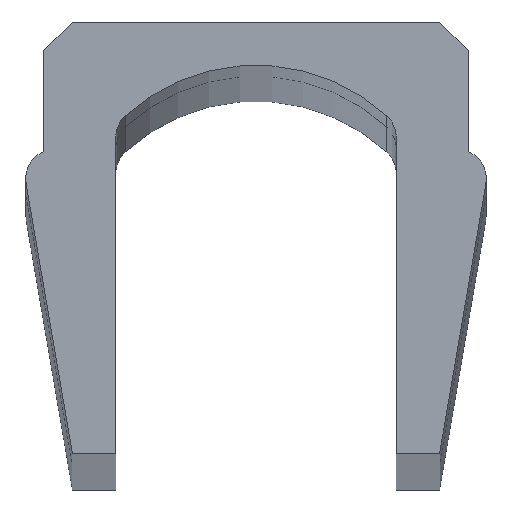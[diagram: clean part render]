
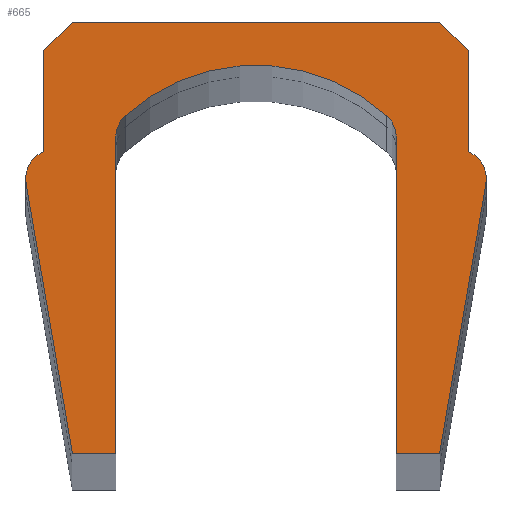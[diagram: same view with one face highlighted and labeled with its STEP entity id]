
A CAD part, top view. The second image highlights one B-rep face of the part: STEP entity #665.
In plain terms, the highlighted planar face has unit normal (0, 0, 1).
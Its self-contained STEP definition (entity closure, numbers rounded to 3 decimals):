
#18=CIRCLE('',#705,0.4);
#20=CIRCLE('',#708,2.702);
#22=CIRCLE('',#711,0.4);
#24=CIRCLE('',#717,0.4);
#26=CIRCLE('',#725,0.4);
#63=FACE_OUTER_BOUND('',#99,.T.);
#99=EDGE_LOOP('',(#495,#496,#497,#498,#499,#500,#501,#502,#503,#504,#505,
#506,#507,#508,#509,#510));
#121=LINE('',#954,#197);
#124=LINE('',#960,#200);
#127=LINE('',#966,#203);
#133=LINE('',#990,#209);
#136=LINE('',#996,#212);
#139=LINE('',#1002,#215);
#143=LINE('',#1014,#219);
#146=LINE('',#1020,#222);
#149=LINE('',#1026,#225);
#152=LINE('',#1032,#228);
#155=LINE('',#1038,#231);
#197=VECTOR('',#762,10.);
#200=VECTOR('',#767,10.);
#203=VECTOR('',#772,10.);
#209=VECTOR('',#798,10.);
#212=VECTOR('',#803,10.);
#215=VECTOR('',#808,10.);
#219=VECTOR('',#820,10.);
#222=VECTOR('',#825,10.);
#225=VECTOR('',#830,10.);
#228=VECTOR('',#835,10.);
#231=VECTOR('',#840,10.);
#273=VERTEX_POINT('',#951);
#274=VERTEX_POINT('',#953);
#276=VERTEX_POINT('',#959);
#278=VERTEX_POINT('',#965);
#280=VERTEX_POINT('',#971);
#282=VERTEX_POINT('',#977);
#284=VERTEX_POINT('',#983);
#286=VERTEX_POINT('',#989);
#288=VERTEX_POINT('',#995);
#290=VERTEX_POINT('',#1001);
#292=VERTEX_POINT('',#1007);
#294=VERTEX_POINT('',#1013);
#296=VERTEX_POINT('',#1019);
#298=VERTEX_POINT('',#1025);
#300=VERTEX_POINT('',#1031);
#302=VERTEX_POINT('',#1037);
#337=EDGE_CURVE('',#274,#273,#121,.T.);
#340=EDGE_CURVE('',#276,#274,#124,.T.);
#343=EDGE_CURVE('',#278,#276,#127,.T.);
#346=EDGE_CURVE('',#280,#278,#18,.T.);
#349=EDGE_CURVE('',#282,#280,#20,.T.);
#352=EDGE_CURVE('',#284,#282,#22,.T.);
#355=EDGE_CURVE('',#286,#284,#133,.T.);
#358=EDGE_CURVE('',#288,#286,#136,.T.);
#361=EDGE_CURVE('',#290,#288,#139,.T.);
#364=EDGE_CURVE('',#292,#290,#24,.T.);
#367=EDGE_CURVE('',#294,#292,#143,.T.);
#370=EDGE_CURVE('',#296,#294,#146,.T.);
#373=EDGE_CURVE('',#298,#296,#149,.T.);
#376=EDGE_CURVE('',#300,#298,#152,.T.);
#379=EDGE_CURVE('',#302,#300,#155,.T.);
#382=EDGE_CURVE('',#273,#302,#26,.T.);
#495=ORIENTED_EDGE('',*,*,#382,.T.);
#496=ORIENTED_EDGE('',*,*,#379,.T.);
#497=ORIENTED_EDGE('',*,*,#376,.T.);
#498=ORIENTED_EDGE('',*,*,#373,.T.);
#499=ORIENTED_EDGE('',*,*,#370,.T.);
#500=ORIENTED_EDGE('',*,*,#367,.T.);
#501=ORIENTED_EDGE('',*,*,#364,.T.);
#502=ORIENTED_EDGE('',*,*,#361,.T.);
#503=ORIENTED_EDGE('',*,*,#358,.T.);
#504=ORIENTED_EDGE('',*,*,#355,.T.);
#505=ORIENTED_EDGE('',*,*,#352,.T.);
#506=ORIENTED_EDGE('',*,*,#349,.T.);
#507=ORIENTED_EDGE('',*,*,#346,.T.);
#508=ORIENTED_EDGE('',*,*,#343,.T.);
#509=ORIENTED_EDGE('',*,*,#340,.T.);
#510=ORIENTED_EDGE('',*,*,#337,.T.);
#634=PLANE('',#726);
#665=ADVANCED_FACE('',(#63),#634,.T.);
#705=AXIS2_PLACEMENT_3D('',#972,#778,#779);
#708=AXIS2_PLACEMENT_3D('',#978,#785,#786);
#711=AXIS2_PLACEMENT_3D('',#984,#792,#793);
#717=AXIS2_PLACEMENT_3D('',#1008,#814,#815);
#725=AXIS2_PLACEMENT_3D('',#1042,#846,#847);
#726=AXIS2_PLACEMENT_3D('',#1043,#848,#849);
#762=DIRECTION('',(0.169,0.986,0.));
#767=DIRECTION('',(1.,0.,0.));
#772=DIRECTION('',(0.,-1.,0.));
#778=DIRECTION('center_axis',(0.,0.,-1.));
#779=DIRECTION('ref_axis',(1.,0.,0.));
#785=DIRECTION('center_axis',(0.,0.,-1.));
#786=DIRECTION('ref_axis',(0.673,0.739,0.));
#792=DIRECTION('center_axis',(0.,0.,-1.));
#793=DIRECTION('ref_axis',(-0.673,0.739,0.));
#798=DIRECTION('',(0.,1.,0.));
#803=DIRECTION('',(1.,0.,0.));
#808=DIRECTION('',(0.169,-0.986,0.));
#814=DIRECTION('center_axis',(0.,0.,1.));
#815=DIRECTION('ref_axis',(-0.375,0.927,0.));
#820=DIRECTION('',(0.,-1.,0.));
#825=DIRECTION('',(-0.707,-0.707,0.));
#830=DIRECTION('',(-1.,0.,0.));
#835=DIRECTION('',(-0.707,0.707,0.));
#840=DIRECTION('',(0.,1.,0.));
#846=DIRECTION('center_axis',(0.,0.,1.));
#847=DIRECTION('ref_axis',(0.986,-0.169,0.));
#848=DIRECTION('center_axis',(0.,0.,1.));
#849=DIRECTION('ref_axis',(1.,0.,0.));
#951=CARTESIAN_POINT('',(3.194,-2.238,287.));
#953=CARTESIAN_POINT('',(2.55,-6.,287.));
#954=CARTESIAN_POINT('',(3.194,-2.238,287.));
#959=CARTESIAN_POINT('',(1.95,-6.,287.));
#960=CARTESIAN_POINT('',(2.55,-6.,287.));
#965=CARTESIAN_POINT('',(1.95,-1.6,287.));
#966=CARTESIAN_POINT('',(1.95,-6.,287.));
#971=CARTESIAN_POINT('',(1.819,-1.304,287.));
#972=CARTESIAN_POINT('Origin',(1.55,-1.6,287.));
#977=CARTESIAN_POINT('',(-1.819,-1.304,287.));
#978=CARTESIAN_POINT('Origin',(0.,-3.302,287.));
#983=CARTESIAN_POINT('',(-1.95,-1.6,287.));
#984=CARTESIAN_POINT('Origin',(-1.55,-1.6,287.));
#989=CARTESIAN_POINT('',(-1.95,-6.,287.));
#990=CARTESIAN_POINT('',(-1.95,-6.,287.));
#995=CARTESIAN_POINT('',(-2.55,-6.,287.));
#996=CARTESIAN_POINT('',(-2.55,-6.,287.));
#1001=CARTESIAN_POINT('',(-3.194,-2.238,287.));
#1002=CARTESIAN_POINT('',(-3.194,-2.238,287.));
#1007=CARTESIAN_POINT('',(-2.95,-1.8,287.));
#1008=CARTESIAN_POINT('Origin',(-2.8,-2.171,287.));
#1013=CARTESIAN_POINT('',(-2.95,-0.4,287.));
#1014=CARTESIAN_POINT('',(-2.95,-0.4,287.));
#1019=CARTESIAN_POINT('',(-2.55,0.,287.));
#1020=CARTESIAN_POINT('',(-2.55,0.,287.));
#1025=CARTESIAN_POINT('',(2.55,0.,287.));
#1026=CARTESIAN_POINT('',(0.,0.,287.));
#1031=CARTESIAN_POINT('',(2.95,-0.4,287.));
#1032=CARTESIAN_POINT('',(2.55,0.,287.));
#1037=CARTESIAN_POINT('',(2.95,-1.8,287.));
#1038=CARTESIAN_POINT('',(2.95,-0.4,287.));
#1042=CARTESIAN_POINT('Origin',(2.8,-2.171,287.));
#1043=CARTESIAN_POINT('Origin',(0.,-3.,287.));
